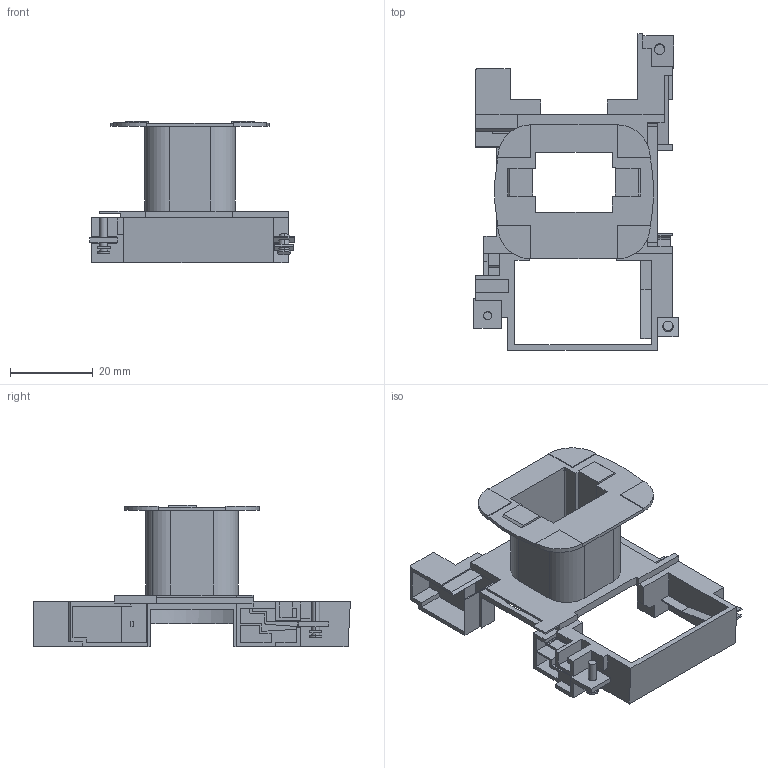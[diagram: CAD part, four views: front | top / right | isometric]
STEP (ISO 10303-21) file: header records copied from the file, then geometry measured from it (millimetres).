
FILE_DESCRIPTION (( 'STEP AP214' ), '1' );
FILE_NAME ('BLX1D4Q7.STEP', '2019-09-20T23:23:49', ( '' ), ( '' ), 'SwSTEP 2.0', 'SolidWorks 2017', '' );
FILE_SCHEMA (( 'AUTOMOTIVE_DESIGN' ));
Length unit declared in the file: millimetre
Products named in the file (1): BLX1D4Q7
Bounding box: 49.33 x 76.45 x 34.25 mm (x, y, z)
Volume: 11788.3 mm3; surface area: 15841.2 mm2
Topology: 6 solids, 6 shells, 414 faces, 1158 edges, 761 vertices
Faces by surface type: plane 349, cylinder 63, bspline 2
Entity records: 13238 total; most frequent: CARTESIAN_POINT 2375, ORIENTED_EDGE 2316, DIRECTION 2106, EDGE_CURVE 1158, LINE 1018, VECTOR 1018, VERTEX_POINT 761, AXIS2_PLACEMENT_3D 544
